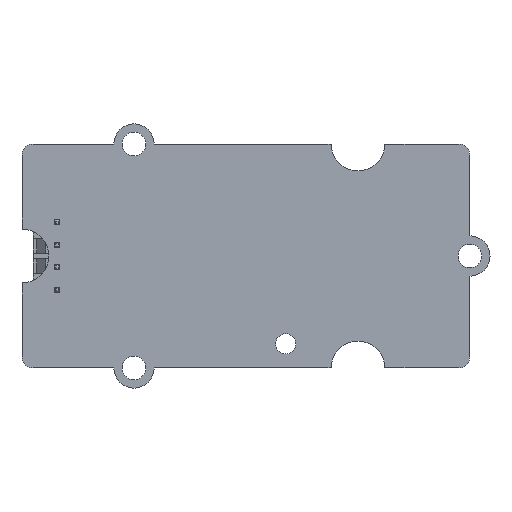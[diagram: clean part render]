
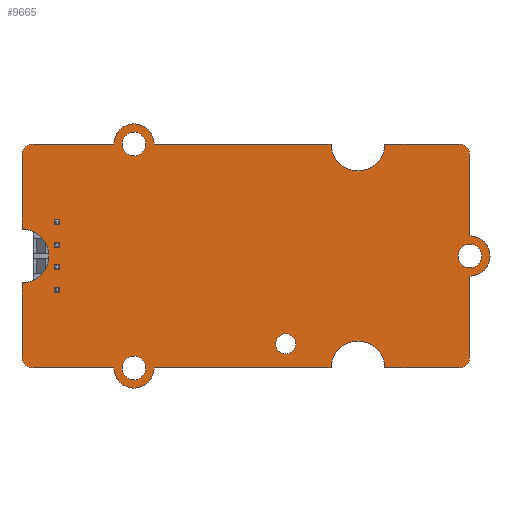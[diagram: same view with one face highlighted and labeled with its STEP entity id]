
A CAD part, front view. The second image highlights one B-rep face of the part: STEP entity #9665.
In plain terms, the highlighted planar face has unit normal (0, -1, 0).
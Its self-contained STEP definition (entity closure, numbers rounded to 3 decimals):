
#246=FACE_BOUND('',#1639,.T.);
#247=FACE_BOUND('',#1640,.T.);
#248=FACE_BOUND('',#1641,.T.);
#249=FACE_BOUND('',#1642,.T.);
#267=PLANE('',#10376);
#1057=FACE_OUTER_BOUND('',#1638,.T.);
#1638=EDGE_LOOP('',(#6820,#6821,#6822,#6823,#6824,#6825,#6826,#6827,#6828,
#6829,#6830,#6831,#6832,#6833,#6834,#6835,#6836,#6837,#6838,#6839));
#1639=EDGE_LOOP('',(#6840));
#1640=EDGE_LOOP('',(#6841));
#1641=EDGE_LOOP('',(#6842));
#1642=EDGE_LOOP('',(#6843));
#2246=LINE('',#14094,#3266);
#2247=LINE('',#14098,#3267);
#2248=LINE('',#14101,#3268);
#2249=LINE('',#14103,#3269);
#2250=LINE('',#14107,#3270);
#2251=LINE('',#14111,#3271);
#2252=LINE('',#14115,#3272);
#2253=LINE('',#14118,#3273);
#2254=LINE('',#14120,#3274);
#2255=LINE('',#14123,#3275);
#3266=VECTOR('',#11308,1000.);
#3267=VECTOR('',#11311,1000.);
#3268=VECTOR('',#11314,1000.);
#3269=VECTOR('',#11315,1000.);
#3270=VECTOR('',#11318,1000.);
#3271=VECTOR('',#11321,1000.);
#3272=VECTOR('',#11324,1000.);
#3273=VECTOR('',#11327,1000.);
#3274=VECTOR('',#11328,1000.);
#3275=VECTOR('',#11331,1000.);
#4269=CIRCLE('',#10351,0.9);
#4271=CIRCLE('',#10354,1.05);
#4273=CIRCLE('',#10357,1.05);
#4275=CIRCLE('',#10360,1.05);
#4277=CIRCLE('',#10363,2.4);
#4279=CIRCLE('',#10366,1.8);
#4288=CIRCLE('',#10377,1.);
#4289=CIRCLE('',#10378,1.8);
#4290=CIRCLE('',#10379,1.);
#4291=CIRCLE('',#10380,1.8);
#4292=CIRCLE('',#10381,1.);
#4293=CIRCLE('',#10382,2.4);
#4294=CIRCLE('',#10383,1.);
#4295=CIRCLE('',#10384,2.4);
#4564=VERTEX_POINT('',#14015);
#4566=VERTEX_POINT('',#14021);
#4568=VERTEX_POINT('',#14027);
#4570=VERTEX_POINT('',#14033);
#4573=VERTEX_POINT('',#14040);
#4574=VERTEX_POINT('',#14042);
#4577=VERTEX_POINT('',#14049);
#4578=VERTEX_POINT('',#14051);
#4595=VERTEX_POINT('',#14090);
#4596=VERTEX_POINT('',#14091);
#4597=VERTEX_POINT('',#14093);
#4598=VERTEX_POINT('',#14095);
#4599=VERTEX_POINT('',#14097);
#4600=VERTEX_POINT('',#14099);
#4601=VERTEX_POINT('',#14102);
#4602=VERTEX_POINT('',#14104);
#4603=VERTEX_POINT('',#14106);
#4604=VERTEX_POINT('',#14108);
#4605=VERTEX_POINT('',#14110);
#4606=VERTEX_POINT('',#14112);
#4607=VERTEX_POINT('',#14114);
#4608=VERTEX_POINT('',#14116);
#4609=VERTEX_POINT('',#14119);
#4610=VERTEX_POINT('',#14121);
#5401=EDGE_CURVE('',#4564,#4564,#4269,.T.);
#5404=EDGE_CURVE('',#4566,#4566,#4271,.T.);
#5407=EDGE_CURVE('',#4568,#4568,#4273,.T.);
#5410=EDGE_CURVE('',#4570,#4570,#4275,.T.);
#5413=EDGE_CURVE('',#4573,#4574,#4277,.T.);
#5417=EDGE_CURVE('',#4577,#4578,#4279,.T.);
#5437=EDGE_CURVE('',#4595,#4596,#4288,.T.);
#5438=EDGE_CURVE('',#4597,#4595,#2246,.T.);
#5439=EDGE_CURVE('',#4598,#4597,#4289,.T.);
#5440=EDGE_CURVE('',#4599,#4598,#2247,.T.);
#5441=EDGE_CURVE('',#4600,#4599,#4290,.T.);
#5442=EDGE_CURVE('',#4574,#4600,#2248,.T.);
#5443=EDGE_CURVE('',#4601,#4573,#2249,.T.);
#5444=EDGE_CURVE('',#4602,#4601,#4291,.T.);
#5445=EDGE_CURVE('',#4603,#4602,#2250,.T.);
#5446=EDGE_CURVE('',#4604,#4603,#4292,.T.);
#5447=EDGE_CURVE('',#4605,#4604,#2251,.T.);
#5448=EDGE_CURVE('',#4606,#4605,#4293,.T.);
#5449=EDGE_CURVE('',#4607,#4606,#2252,.T.);
#5450=EDGE_CURVE('',#4608,#4607,#4294,.T.);
#5451=EDGE_CURVE('',#4578,#4608,#2253,.T.);
#5452=EDGE_CURVE('',#4609,#4577,#2254,.T.);
#5453=EDGE_CURVE('',#4610,#4609,#4295,.T.);
#5454=EDGE_CURVE('',#4596,#4610,#2255,.T.);
#6820=ORIENTED_EDGE('',*,*,#5437,.F.);
#6821=ORIENTED_EDGE('',*,*,#5438,.F.);
#6822=ORIENTED_EDGE('',*,*,#5439,.F.);
#6823=ORIENTED_EDGE('',*,*,#5440,.F.);
#6824=ORIENTED_EDGE('',*,*,#5441,.F.);
#6825=ORIENTED_EDGE('',*,*,#5442,.F.);
#6826=ORIENTED_EDGE('',*,*,#5413,.F.);
#6827=ORIENTED_EDGE('',*,*,#5443,.F.);
#6828=ORIENTED_EDGE('',*,*,#5444,.F.);
#6829=ORIENTED_EDGE('',*,*,#5445,.F.);
#6830=ORIENTED_EDGE('',*,*,#5446,.F.);
#6831=ORIENTED_EDGE('',*,*,#5447,.F.);
#6832=ORIENTED_EDGE('',*,*,#5448,.F.);
#6833=ORIENTED_EDGE('',*,*,#5449,.F.);
#6834=ORIENTED_EDGE('',*,*,#5450,.F.);
#6835=ORIENTED_EDGE('',*,*,#5451,.F.);
#6836=ORIENTED_EDGE('',*,*,#5417,.F.);
#6837=ORIENTED_EDGE('',*,*,#5452,.F.);
#6838=ORIENTED_EDGE('',*,*,#5453,.F.);
#6839=ORIENTED_EDGE('',*,*,#5454,.F.);
#6840=ORIENTED_EDGE('',*,*,#5407,.T.);
#6841=ORIENTED_EDGE('',*,*,#5401,.T.);
#6842=ORIENTED_EDGE('',*,*,#5404,.T.);
#6843=ORIENTED_EDGE('',*,*,#5410,.T.);
#9665=ADVANCED_FACE('',(#1057,#246,#247,#248,#249),#267,.T.);
#10351=AXIS2_PLACEMENT_3D('',#14017,#11237,#11238);
#10354=AXIS2_PLACEMENT_3D('',#14023,#11244,#11245);
#10357=AXIS2_PLACEMENT_3D('',#14029,#11251,#11252);
#10360=AXIS2_PLACEMENT_3D('',#14035,#11258,#11259);
#10363=AXIS2_PLACEMENT_3D('',#14043,#11265,#11266);
#10366=AXIS2_PLACEMENT_3D('',#14052,#11273,#11274);
#10376=AXIS2_PLACEMENT_3D('',#14089,#11304,#11305);
#10377=AXIS2_PLACEMENT_3D('',#14092,#11306,#11307);
#10378=AXIS2_PLACEMENT_3D('',#14096,#11309,#11310);
#10379=AXIS2_PLACEMENT_3D('',#14100,#11312,#11313);
#10380=AXIS2_PLACEMENT_3D('',#14105,#11316,#11317);
#10381=AXIS2_PLACEMENT_3D('',#14109,#11319,#11320);
#10382=AXIS2_PLACEMENT_3D('',#14113,#11322,#11323);
#10383=AXIS2_PLACEMENT_3D('',#14117,#11325,#11326);
#10384=AXIS2_PLACEMENT_3D('',#14122,#11329,#11330);
#11237=DIRECTION('center_axis',(0.,1.,0.));
#11238=DIRECTION('ref_axis',(0.,0.,1.));
#11244=DIRECTION('center_axis',(0.,1.,0.));
#11245=DIRECTION('ref_axis',(0.,0.,1.));
#11251=DIRECTION('center_axis',(0.,1.,0.));
#11252=DIRECTION('ref_axis',(0.,0.,1.));
#11258=DIRECTION('center_axis',(0.,1.,0.));
#11259=DIRECTION('ref_axis',(0.,0.,1.));
#11265=DIRECTION('center_axis',(0.,-1.,0.));
#11266=DIRECTION('ref_axis',(0.,0.,1.));
#11273=DIRECTION('center_axis',(0.,1.,0.));
#11274=DIRECTION('ref_axis',(0.,0.,1.));
#11304=DIRECTION('center_axis',(0.,-1.,0.));
#11305=DIRECTION('ref_axis',(0.,0.,-1.));
#11306=DIRECTION('center_axis',(0.,1.,0.));
#11307=DIRECTION('ref_axis',(0.,0.,-1.));
#11308=DIRECTION('',(0.,0.,-1.));
#11309=DIRECTION('center_axis',(0.,1.,0.));
#11310=DIRECTION('ref_axis',(0.,0.,1.));
#11311=DIRECTION('',(0.,0.,-1.));
#11312=DIRECTION('center_axis',(0.,1.,0.));
#11313=DIRECTION('ref_axis',(0.,0.,1.));
#11314=DIRECTION('',(1.,0.,0.));
#11315=DIRECTION('',(1.,0.,0.));
#11316=DIRECTION('center_axis',(0.,1.,0.));
#11317=DIRECTION('ref_axis',(0.,0.,1.));
#11318=DIRECTION('',(1.,0.,0.));
#11319=DIRECTION('center_axis',(0.,1.,0.));
#11320=DIRECTION('ref_axis',(0.,0.,-1.));
#11321=DIRECTION('',(0.,0.,1.));
#11322=DIRECTION('center_axis',(0.,-1.,0.));
#11323=DIRECTION('ref_axis',(0.,0.,1.));
#11324=DIRECTION('',(0.,0.,1.));
#11325=DIRECTION('center_axis',(0.,1.,0.));
#11326=DIRECTION('ref_axis',(0.,0.,-1.));
#11327=DIRECTION('',(-1.,0.,0.));
#11328=DIRECTION('',(-1.,0.,0.));
#11329=DIRECTION('center_axis',(0.,-1.,0.));
#11330=DIRECTION('ref_axis',(0.,0.,1.));
#11331=DIRECTION('',(-1.,0.,0.));
#14015=CARTESIAN_POINT('',(23.55,0.,-16.95));
#14017=CARTESIAN_POINT('Origin',(23.55,0.,-17.85));
#14021=CARTESIAN_POINT('',(40.,0.,-8.95));
#14023=CARTESIAN_POINT('Origin',(40.,0.,-10.));
#14027=CARTESIAN_POINT('',(10.,0.,1.05));
#14029=CARTESIAN_POINT('Origin',(10.,0.,0.));
#14033=CARTESIAN_POINT('',(10.,0.,-18.95));
#14035=CARTESIAN_POINT('Origin',(10.,0.,-20.));
#14040=CARTESIAN_POINT('',(27.6,0.,0.));
#14042=CARTESIAN_POINT('',(32.4,0.,0.));
#14043=CARTESIAN_POINT('Origin',(30.,0.,0.));
#14049=CARTESIAN_POINT('',(11.8,0.,-20.));
#14051=CARTESIAN_POINT('',(8.2,0.,-20.));
#14052=CARTESIAN_POINT('Origin',(10.,0.,-20.));
#14089=CARTESIAN_POINT('Origin',(39.,0.,-19.));
#14090=CARTESIAN_POINT('',(40.,0.,-19.));
#14091=CARTESIAN_POINT('',(39.,0.,-20.));
#14092=CARTESIAN_POINT('Origin',(39.,0.,-19.));
#14093=CARTESIAN_POINT('',(40.,0.,-11.8));
#14094=CARTESIAN_POINT('',(40.,0.,-11.8));
#14095=CARTESIAN_POINT('',(40.,0.,-8.2));
#14096=CARTESIAN_POINT('Origin',(40.,0.,-10.));
#14097=CARTESIAN_POINT('',(40.,0.,-1.));
#14098=CARTESIAN_POINT('',(40.,0.,-1.));
#14099=CARTESIAN_POINT('',(39.,0.,0.));
#14100=CARTESIAN_POINT('Origin',(39.,0.,-1.));
#14101=CARTESIAN_POINT('',(32.4,0.,0.));
#14102=CARTESIAN_POINT('',(11.8,0.,0.));
#14103=CARTESIAN_POINT('',(11.8,0.,0.));
#14104=CARTESIAN_POINT('',(8.2,0.,0.));
#14105=CARTESIAN_POINT('Origin',(10.,0.,0.));
#14106=CARTESIAN_POINT('',(1.,0.,0.));
#14107=CARTESIAN_POINT('',(1.,0.,0.));
#14108=CARTESIAN_POINT('',(0.,0.,-1.));
#14109=CARTESIAN_POINT('Origin',(1.,0.,-1.));
#14110=CARTESIAN_POINT('',(0.,0.,-7.6));
#14111=CARTESIAN_POINT('',(0.,0.,-1.));
#14112=CARTESIAN_POINT('',(0.,0.,-12.4));
#14113=CARTESIAN_POINT('Origin',(0.,0.,-10.));
#14114=CARTESIAN_POINT('',(0.,0.,-19.));
#14115=CARTESIAN_POINT('',(0.,0.,-12.4));
#14116=CARTESIAN_POINT('',(1.,0.,-20.));
#14117=CARTESIAN_POINT('Origin',(1.,0.,-19.));
#14118=CARTESIAN_POINT('',(1.,0.,-20.));
#14119=CARTESIAN_POINT('',(27.6,0.,-20.));
#14120=CARTESIAN_POINT('',(11.8,0.,-20.));
#14121=CARTESIAN_POINT('',(32.4,0.,-20.));
#14122=CARTESIAN_POINT('Origin',(30.,0.,-20.));
#14123=CARTESIAN_POINT('',(32.4,0.,-20.));
